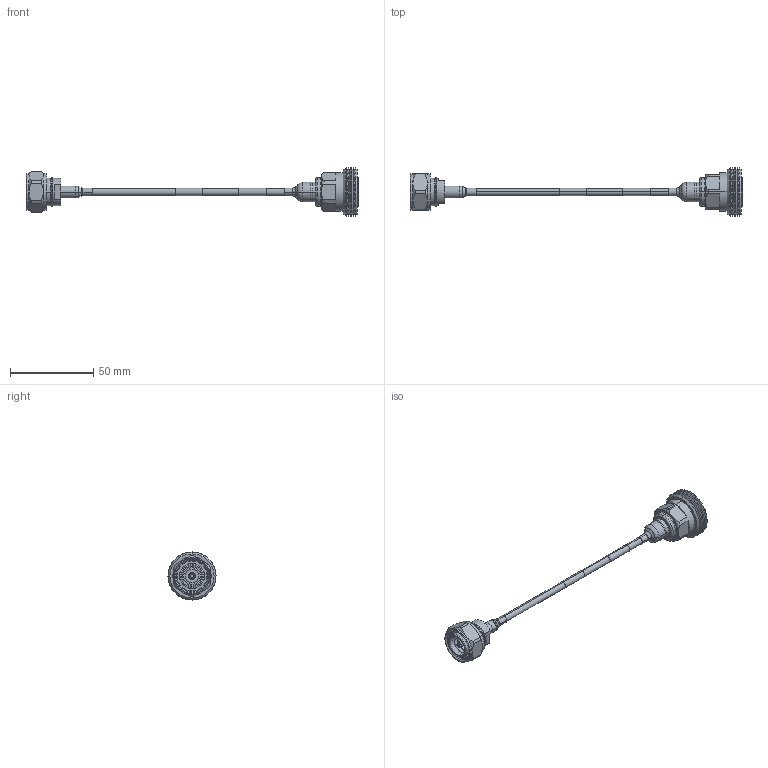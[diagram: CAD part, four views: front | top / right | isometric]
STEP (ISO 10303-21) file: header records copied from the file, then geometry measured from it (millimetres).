
FILE_DESCRIPTION (( 'STEP AP214' ), '1' );
FILE_NAME ('FMCA2484_3D.step', '2024-06-12T21:36:09', ( '' ), ( '' ), 'SwSTEP 2.0', 'SolidWorks 2022', '' );
FILE_SCHEMA (( 'AUTOMOTIVE_DESIGN' ));
Length unit declared in the file: inch
Products named in the file (6): TC-402-716F-LP-PE; TC-402-4310M-LP-PE_no parts; TFT-5G-402^FMCA2484_LABEL PE+FM; TFT-402-MA1^FMCA2484; FMCA2484_3D; TFT-402-MA1^FMCA2484_1.5
Assembly tree (5 placements, depth 2):
  FMCA2484_3D
    TFT-5G-402^FMCA2484_LABEL PE+FM
    TFT-402-MA1^FMCA2484
    TFT-402-MA1^FMCA2484_1.5
    TC-402-716F-LP-PE
    TC-402-4310M-LP-PE_no parts
Bounding box: 199.9 x 29 x 29 mm (x, y, z)
Volume: 16067.7 mm3; surface area: 14926.4 mm2
Topology: 9 solids, 9 shells, 358 faces, 786 edges, 473 vertices
Faces by surface type: cylinder 114, plane 92, cone 92, torus 60
Entity records: 11305 total; most frequent: CARTESIAN_POINT 2798, DIRECTION 1882, ORIENTED_EDGE 1568, AXIS2_PLACEMENT_3D 798, EDGE_CURVE 784, VERTEX_POINT 473, CIRCLE 432, EDGE_LOOP 393
